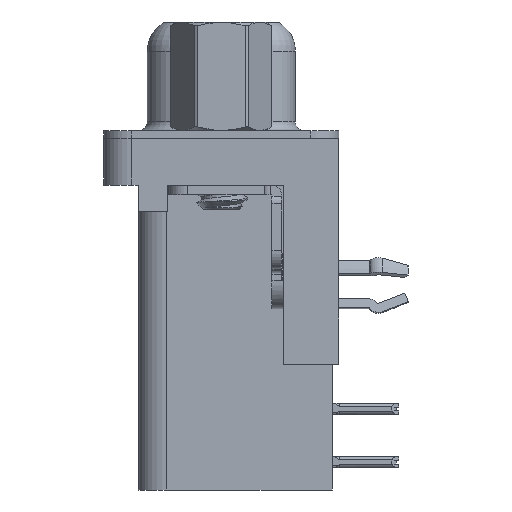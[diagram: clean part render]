
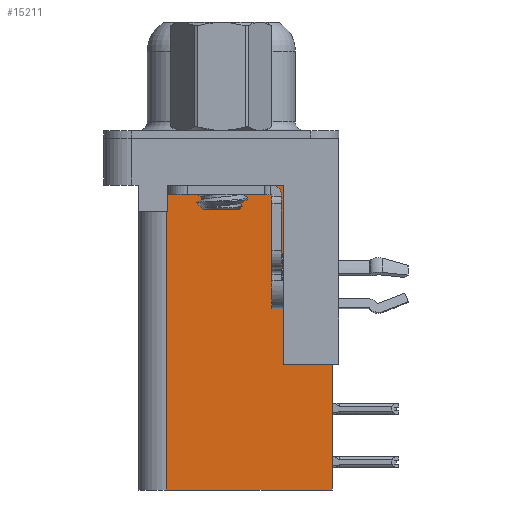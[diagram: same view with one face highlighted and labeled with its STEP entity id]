
A CAD part, left-side view. The second image highlights one B-rep face of the part: STEP entity #15211.
In plain terms, the highlighted planar face has unit normal (-1, 0, 0).
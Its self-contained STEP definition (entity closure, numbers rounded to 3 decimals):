
#251 = LINE ( 'NONE', #25377, #5268 ) ;
#493 = LINE ( 'NONE', #5637, #16079 ) ;
#690 = CARTESIAN_POINT ( 'NONE',  ( 3.79, -5.925, -12.05 ) ) ;
#1636 = CARTESIAN_POINT ( 'NONE',  ( 3.79, 2.895, -2.5 ) ) ;
#2365 = EDGE_CURVE ( 'NONE', #8513, #16626, #12039, .T. ) ;
#2406 = ORIENTED_EDGE ( 'NONE', *, *, #2365, .T. ) ;
#2529 = ORIENTED_EDGE ( 'NONE', *, *, #24626, .F. ) ;
#3794 = CARTESIAN_POINT ( 'NONE',  ( 3.79, -3.295, -18.76 ) ) ;
#4344 = VECTOR ( 'NONE', #5647, 1000. ) ;
#4389 = CARTESIAN_POINT ( 'NONE',  ( 3.79, -3.295, -2.5 ) ) ;
#5268 = VECTOR ( 'NONE', #14966, 1000. ) ;
#5637 = CARTESIAN_POINT ( 'NONE',  ( 3.79, 0., -3.9 ) ) ;
#5647 = DIRECTION ( 'NONE',  ( 0., 1., 0. ) ) ;
#5837 = ORIENTED_EDGE ( 'NONE', *, *, #26759, .T. ) ;
#6005 = LINE ( 'NONE', #23097, #11594 ) ;
#6009 = CARTESIAN_POINT ( 'NONE',  ( 3.79, 2.925, -18.76 ) ) ;
#6115 = EDGE_CURVE ( 'NONE', #16626, #15988, #493, .T. ) ;
#6253 = DIRECTION ( 'NONE',  ( 0., 1., 0. ) ) ;
#6318 = ORIENTED_EDGE ( 'NONE', *, *, #6115, .T. ) ;
#6374 = DIRECTION ( 'NONE',  ( 0., 1., 0. ) ) ;
#7753 = CARTESIAN_POINT ( 'NONE',  ( 3.79, -3.295, -18.76 ) ) ;
#7953 = CARTESIAN_POINT ( 'NONE',  ( 3.79, -3.295, -2.5 ) ) ;
#8326 = DIRECTION ( 'NONE',  ( 0., 1., 0. ) ) ;
#8513 = VERTEX_POINT ( 'NONE', #1636 ) ;
#9226 = ORIENTED_EDGE ( 'NONE', *, *, #24972, .F. ) ;
#10285 = VECTOR ( 'NONE', #13827, 1000. ) ;
#11280 = CARTESIAN_POINT ( 'NONE',  ( 3.79, -3.295, -12.05 ) ) ;
#11288 = LINE ( 'NONE', #7753, #4344 ) ;
#11594 = VECTOR ( 'NONE', #6253, 1000. ) ;
#12039 = LINE ( 'NONE', #16736, #22618 ) ;
#12249 = VERTEX_POINT ( 'NONE', #690 ) ;
#12589 = ORIENTED_EDGE ( 'NONE', *, *, #20817, .F. ) ;
#12754 = EDGE_LOOP ( 'NONE', ( #5837, #2406, #6318, #12589, #2529, #9226, #17834, #13056 ) ) ;
#12775 = DIRECTION ( 'NONE',  ( 0., 1., 0. ) ) ;
#13056 = ORIENTED_EDGE ( 'NONE', *, *, #26038, .T. ) ;
#13827 = DIRECTION ( 'NONE',  ( 0., 0., -1. ) ) ;
#14273 = CARTESIAN_POINT ( 'NONE',  ( 3.79, 2.925, -3.9 ) ) ;
#14826 = CARTESIAN_POINT ( 'NONE',  ( 3.79, -3.295, -18.76 ) ) ;
#14966 = DIRECTION ( 'NONE',  ( 0., 0., 1. ) ) ;
#15211 = ADVANCED_FACE ( 'NONE', ( #25940 ), #25231, .F. ) ;
#15988 = VERTEX_POINT ( 'NONE', #14273 ) ;
#16079 = VECTOR ( 'NONE', #8326, 1000. ) ;
#16626 = VERTEX_POINT ( 'NONE', #26738 ) ;
#16736 = CARTESIAN_POINT ( 'NONE',  ( 3.79, 2.895, -3.9 ) ) ;
#17397 = DIRECTION ( 'NONE',  ( 0., 0., -1. ) ) ;
#17834 = ORIENTED_EDGE ( 'NONE', *, *, #25469, .T. ) ;
#18019 = VERTEX_POINT ( 'NONE', #11280 ) ;
#18267 = LINE ( 'NONE', #3794, #23143 ) ;
#19038 = DIRECTION ( 'NONE',  ( 1., 0., 0. ) ) ;
#20240 = VERTEX_POINT ( 'NONE', #23693 ) ;
#20250 = LINE ( 'NONE', #22341, #10285 ) ;
#20548 = VECTOR ( 'NONE', #12775, 1000. ) ;
#20817 = EDGE_CURVE ( 'NONE', #26627, #15988, #251, .T. ) ;
#21236 = AXIS2_PLACEMENT_3D ( 'NONE', #14826, #19038, #6374 ) ;
#21732 = VERTEX_POINT ( 'NONE', #7953 ) ;
#22341 = CARTESIAN_POINT ( 'NONE',  ( 3.79, -5.925, -2. ) ) ;
#22618 = VECTOR ( 'NONE', #17397, 1000. ) ;
#23097 = CARTESIAN_POINT ( 'NONE',  ( 3.79, -6.295, -12.05 ) ) ;
#23143 = VECTOR ( 'NONE', #26942, 1000. ) ;
#23693 = CARTESIAN_POINT ( 'NONE',  ( 3.79, -5.925, -18.76 ) ) ;
#24626 = EDGE_CURVE ( 'NONE', #20240, #26627, #11288, .T. ) ;
#24972 = EDGE_CURVE ( 'NONE', #12249, #20240, #20250, .T. ) ;
#25231 = PLANE ( 'NONE',  #21236 ) ;
#25377 = CARTESIAN_POINT ( 'NONE',  ( 3.79, 2.925, -18.76 ) ) ;
#25469 = EDGE_CURVE ( 'NONE', #12249, #18019, #6005, .T. ) ;
#25940 = FACE_OUTER_BOUND ( 'NONE', #12754, .T. ) ;
#26038 = EDGE_CURVE ( 'NONE', #18019, #21732, #18267, .T. ) ;
#26070 = LINE ( 'NONE', #4389, #20548 ) ;
#26627 = VERTEX_POINT ( 'NONE', #6009 ) ;
#26738 = CARTESIAN_POINT ( 'NONE',  ( 3.79, 2.895, -3.9 ) ) ;
#26759 = EDGE_CURVE ( 'NONE', #21732, #8513, #26070, .T. ) ;
#26942 = DIRECTION ( 'NONE',  ( 0., 0., 1. ) ) ;
